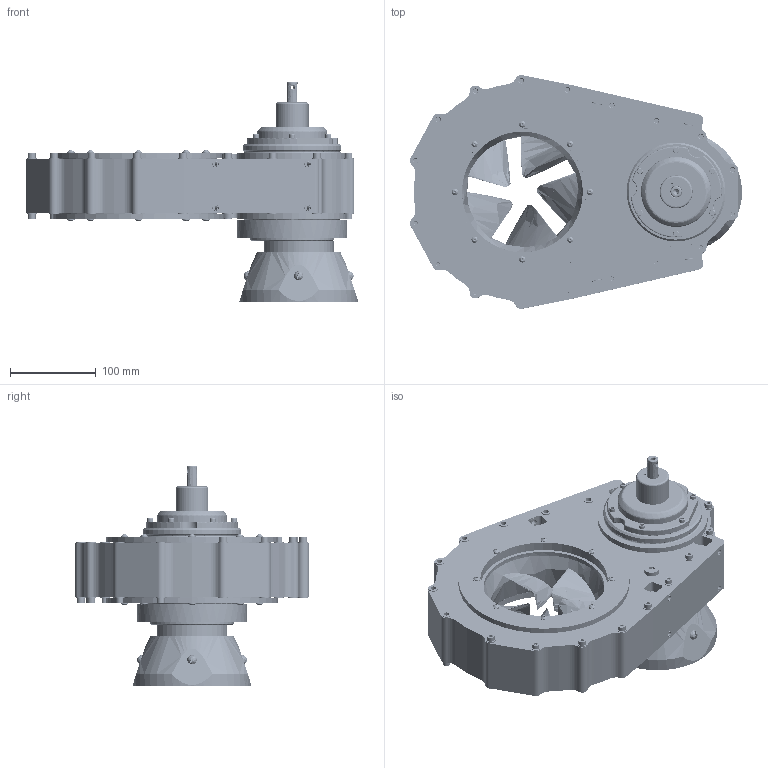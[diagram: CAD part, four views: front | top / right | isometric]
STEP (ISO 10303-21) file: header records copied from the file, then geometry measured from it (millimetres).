
FILE_DESCRIPTION(('FreeCAD Model'),'2;1');
FILE_NAME('Open CASCADE Shape Model','2025-05-03T20:14:37',('FreeCAD'),( 'FreeCAD'),'Open CASCADE STEP processor 7.6','FreeCAD','Unknown');
FILE_SCHEMA(('AUTOMOTIVE_DESIGN { 1 0 10303 214 1 1 1 1 }'));
Products named in the file (1): Open CASCADE STEP translator 7.6 1
Bounding box: 387.66 x 272.85 x 257.74 mm (x, y, z)
Volume: 4222954.9 mm3; surface area: 1328072.4 mm2
Topology: 278 solids, 278 shells, 7434 faces, 18495 edges, 11890 vertices
Faces by surface type: bspline 7434
Entity records: 296126 total; most frequent: CARTESIAN_POINT 186165, ORIENTED_EDGE 36766, EDGE_CURVE 18383, B_SPLINE_CURVE_WITH_KNOTS 13581, VERTEX_POINT 11890, FACE_BOUND 8289, EDGE_LOOP 8289, ADVANCED_FACE 7434
